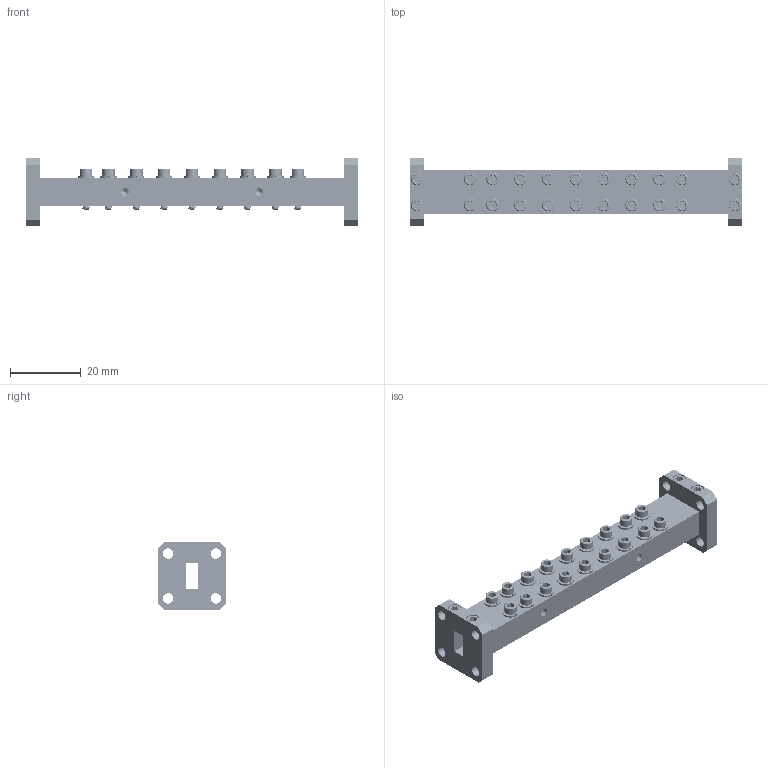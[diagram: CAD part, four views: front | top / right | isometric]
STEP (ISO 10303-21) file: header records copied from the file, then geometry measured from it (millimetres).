
FILE_DESCRIPTION (( 'STEP AP203' ), '1' );
FILE_NAME ('DMWF-28-321-B1, df.STEP', '2017-06-28T00:17:02', ( '' ), ( '' ), 'SwSTEP 2.0', 'SolidWorks 2013', '' );
FILE_SCHEMA (( 'CONFIG_CONTROL_DESIGN' ));
Products named in the file (1): DMWF-28-321-B1, df
Bounding box: 93.98 x 19.05 x 19.05 mm (x, y, z)
Volume: 9063.9 mm3; surface area: 16231.7 mm2
Topology: 44 solids, 44 shells, 2869 faces, 7893 edges, 5156 vertices
Faces by surface type: cylinder 2182, plane 360, cone 283, bspline 44
Entity records: 131224 total; most frequent: CARTESIAN_POINT 69537, ORIENTED_EDGE 15770, DIRECTION 10317, EDGE_CURVE 7885, VERTEX_POINT 5156, AXIS2_PLACEMENT_3D 3744, EDGE_LOOP 3061, FACE_OUTER_BOUND 2869
